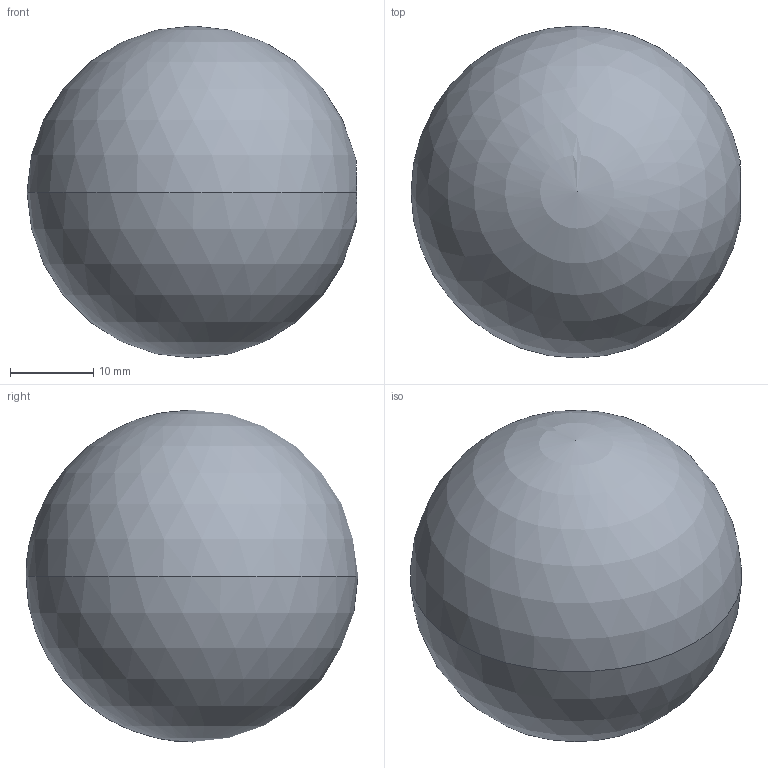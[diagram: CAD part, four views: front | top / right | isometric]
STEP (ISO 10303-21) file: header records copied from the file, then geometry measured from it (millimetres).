
FILE_DESCRIPTION (( 'STEP AP203' ), '1' );
FILE_NAME ('A_0220-040.STEP', '2019-03-05T08:53:43', ( '' ), ( '' ), 'SwSTEP 2.0', 'SolidWorks 2018', '' );
FILE_SCHEMA (( 'CONFIG_CONTROL_DESIGN' ));
Length unit declared in the file: millimetre
Products named in the file (1): A_0220-040
Bounding box: 39.74 x 40 x 40 mm (x, y, z)
Volume: 32717.6 mm3; surface area: 5786.1 mm2
Topology: 1 solids, 1 shells, 40 faces, 121 edges, 79 vertices
Faces by surface type: cylinder 33, sphere 2, cone 2, bspline 2, plane 1
Entity records: 6125 total; most frequent: CARTESIAN_POINT 5183, ORIENTED_EDGE 228, DIRECTION 125, EDGE_CURVE 114, VERTEX_POINT 76, AXIS2_PLACEMENT_3D 45, ADVANCED_FACE 40, EDGE_LOOP 40
